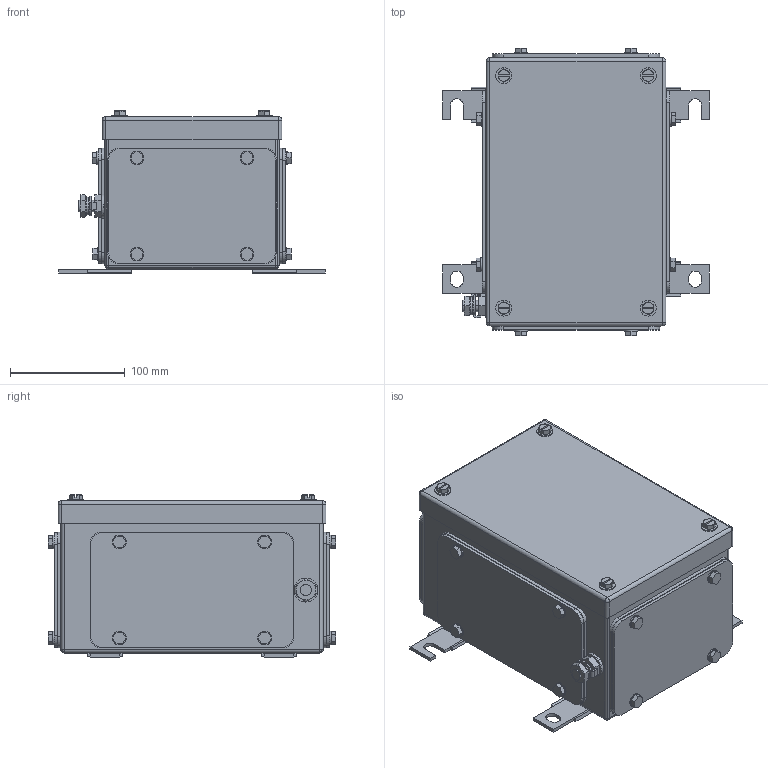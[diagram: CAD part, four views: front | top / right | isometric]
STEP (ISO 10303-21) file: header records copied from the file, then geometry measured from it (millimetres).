
FILE_DESCRIPTION(('CATIA V5 STEP Exchange','CAx-IF Rec.Pracs.--- Model Styling and Organization---1.4--- 2014-01-23'),'2;1');
FILE_NAME ('008608-4_2_1195690000_1195690000.stp','2019-09-24T09:09:08+00:00',('none'),('Weidmueller'),'CATIA Version 5-6 Release 2016 SP3 HF44','CATIA V5 STEP AP214','none');
FILE_SCHEMA(('AUTOMOTIVE_DESIGN { 1 0 10303 214 1 1 1 1 }'));
Length unit declared in the file: millimetre
Products named in the file (1): 1195690000
Bounding box: 233 x 251 x 141.5 mm (x, y, z)
Volume: 604543 mm3; surface area: 601867.9 mm2
Topology: 80 solids, 80 shells, 1613 faces, 3720 edges, 2310 vertices
Faces by surface type: cylinder 670, plane 595, cone 304, torus 28, sphere 16
Entity records: 43018 total; most frequent: CARTESIAN_POINT 9057, ORIENTED_EDGE 7312, DIRECTION 5675, EDGE_CURVE 3656, AXIS2_PLACEMENT_3D 2639, VERTEX_POINT 2310, EDGE_LOOP 1892, VECTOR 1886
